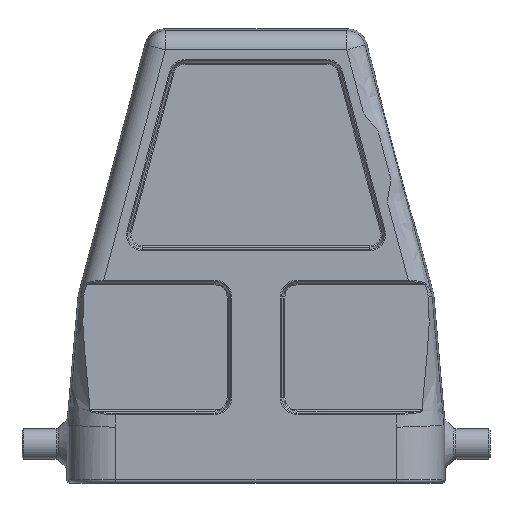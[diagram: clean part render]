
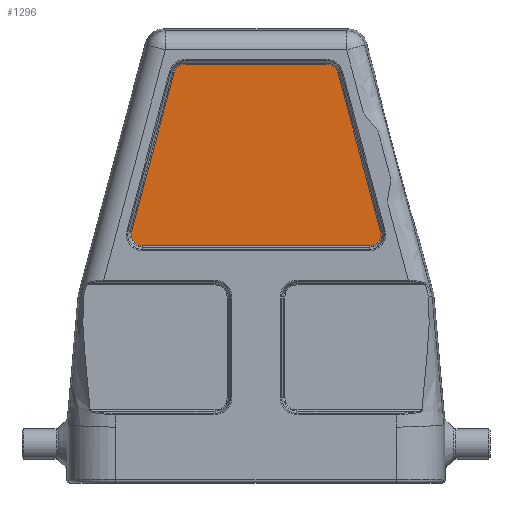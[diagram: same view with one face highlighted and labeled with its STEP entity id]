
A CAD part, front view. The second image highlights one B-rep face of the part: STEP entity #1296.
In plain terms, the highlighted planar face has unit normal (0, -1, 0).
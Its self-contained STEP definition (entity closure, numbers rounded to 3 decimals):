
#910=FACE_OUTER_BOUND('',#1957,.T.);
#1296=ADVANCED_FACE('',(#910),#1711,.T.);
#1711=PLANE('',#7739);
#1957=EDGE_LOOP('',(#2895,#2896,#2897,#2898,#2899,#2900,#2901,#2902));
#2502=CIRCLE('',#7735,1.805);
#2503=CIRCLE('',#7736,1.805);
#2504=CIRCLE('',#7737,1.805);
#2505=CIRCLE('',#7738,1.805);
#2895=ORIENTED_EDGE('',*,*,#5426,.T.);
#2896=ORIENTED_EDGE('',*,*,#5427,.T.);
#2897=ORIENTED_EDGE('',*,*,#5428,.T.);
#2898=ORIENTED_EDGE('',*,*,#5429,.T.);
#2899=ORIENTED_EDGE('',*,*,#5430,.T.);
#2900=ORIENTED_EDGE('',*,*,#5431,.T.);
#2901=ORIENTED_EDGE('',*,*,#5432,.T.);
#2902=ORIENTED_EDGE('',*,*,#5433,.T.);
#4831=VERTEX_POINT('',#12141);
#4832=VERTEX_POINT('',#12142);
#4833=VERTEX_POINT('',#12144);
#4834=VERTEX_POINT('',#12146);
#4835=VERTEX_POINT('',#12148);
#4836=VERTEX_POINT('',#12150);
#4837=VERTEX_POINT('',#12152);
#4838=VERTEX_POINT('',#12154);
#5426=EDGE_CURVE('',#4831,#4832,#6354,.T.);
#5427=EDGE_CURVE('',#4832,#4833,#2502,.T.);
#5428=EDGE_CURVE('',#4833,#4834,#6355,.T.);
#5429=EDGE_CURVE('',#4834,#4835,#2503,.T.);
#5430=EDGE_CURVE('',#4835,#4836,#6356,.T.);
#5431=EDGE_CURVE('',#4836,#4837,#2504,.T.);
#5432=EDGE_CURVE('',#4837,#4838,#6357,.T.);
#5433=EDGE_CURVE('',#4838,#4831,#2505,.T.);
#6354=LINE('',#12140,#6849);
#6355=LINE('',#12145,#6850);
#6356=LINE('',#12149,#6851);
#6357=LINE('',#12153,#6852);
#6849=VECTOR('',#8593,1.);
#6850=VECTOR('',#8596,1.);
#6851=VECTOR('',#8599,1.);
#6852=VECTOR('',#8602,1.);
#7735=AXIS2_PLACEMENT_3D('',#12143,#8594,#8595);
#7736=AXIS2_PLACEMENT_3D('',#12147,#8597,#8598);
#7737=AXIS2_PLACEMENT_3D('',#12151,#8600,#8601);
#7738=AXIS2_PLACEMENT_3D('',#12155,#8603,#8604);
#7739=AXIS2_PLACEMENT_3D('',#12156,#8605,#8606);
#8593=DIRECTION('',(-0.259,0.,-0.966));
#8594=DIRECTION('',(0.,-1.,0.));
#8595=DIRECTION('',(0.,0.,-1.));
#8596=DIRECTION('',(1.,0.,0.));
#8597=DIRECTION('',(0.,-1.,0.));
#8598=DIRECTION('',(0.,0.,-1.));
#8599=DIRECTION('',(-0.259,0.,0.966));
#8600=DIRECTION('',(0.,-1.,0.));
#8601=DIRECTION('',(0.,0.,-1.));
#8602=DIRECTION('',(-1.,0.,0.));
#8603=DIRECTION('',(0.,-1.,0.));
#8604=DIRECTION('',(0.,0.,-1.));
#8605=DIRECTION('',(0.,-1.,0.));
#8606=DIRECTION('',(0.,0.,-1.));
#12140=CARTESIAN_POINT('',(-19.74,-20.25,30.717));
#12141=CARTESIAN_POINT('',(-12.987,-20.25,55.917));
#12142=CARTESIAN_POINT('',(-19.74,-20.25,30.717));
#12143=CARTESIAN_POINT('',(-17.996,-20.25,30.25));
#12144=CARTESIAN_POINT('',(-17.996,-20.25,28.445));
#12145=CARTESIAN_POINT('',(-17.996,-20.25,28.445));
#12146=CARTESIAN_POINT('',(17.996,-20.25,28.445));
#12147=CARTESIAN_POINT('',(17.996,-20.25,30.25));
#12148=CARTESIAN_POINT('',(19.74,-20.25,30.717));
#12149=CARTESIAN_POINT('',(17.329,-20.25,39.715));
#12150=CARTESIAN_POINT('',(12.987,-20.25,55.917));
#12151=CARTESIAN_POINT('',(11.244,-20.25,55.45));
#12152=CARTESIAN_POINT('',(11.244,-20.25,57.255));
#12153=CARTESIAN_POINT('',(-17.996,-20.25,57.255));
#12154=CARTESIAN_POINT('',(-11.244,-20.25,57.255));
#12155=CARTESIAN_POINT('',(-11.244,-20.25,55.45));
#12156=CARTESIAN_POINT('',(-17.996,-20.25,30.25));
